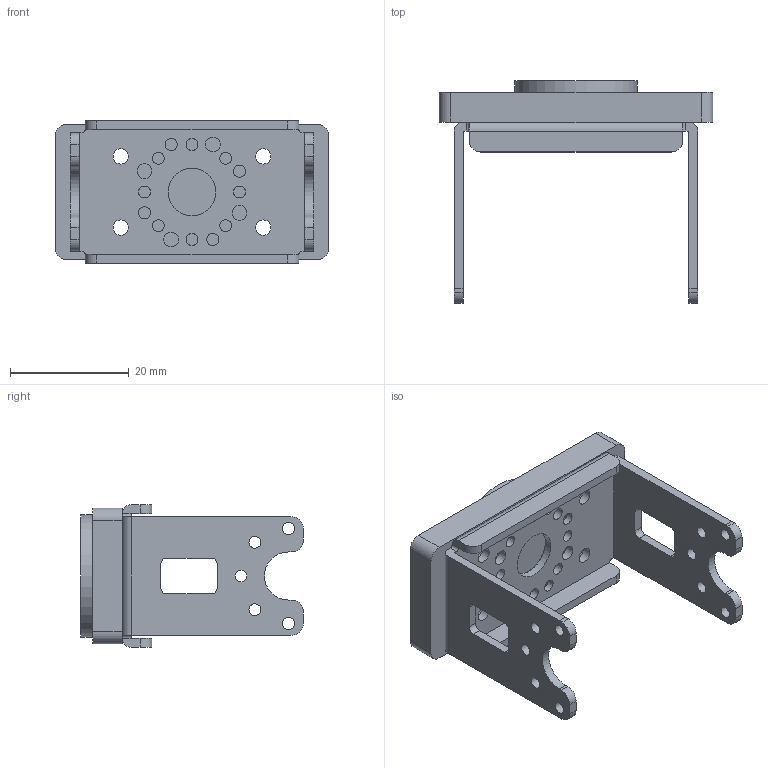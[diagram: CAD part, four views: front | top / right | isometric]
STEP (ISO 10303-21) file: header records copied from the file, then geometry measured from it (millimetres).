
FILE_DESCRIPTION(/* description */ ('STEP AP242','CAx-IF Rec.Pracs.---Representation and Presentation of Product Manufacturing Information (PMI)---4.0---2014-10-13','CAx-IF Rec.Pracs.---3D Tessellated Geometry---0.4---2014-09-14','2;1'),/* implementation_level */ '2;1');
FILE_NAME(/* name */ '6697dfa0f7f3c775aa0a16e6',/* time_stamp */ '2024-07-17T15:13:37Z',/* author */ (''),/* organization */ (''),/* preprocessor_version */ 'ST-DEVELOPER v20',/* originating_system */ ' ',/* authorisation */ ' ');
FILE_SCHEMA (('AP242_MANAGED_MODEL_BASED_3D_ENGINEERING_MIM_LF { 1 0 10303 442 1 1 4 }'));
Length unit declared in the file: metre
Products named in the file (2): Part 1; FR12_H101
Bounding box: 46.11 x 37.5 x 24 mm (x, y, z)
Volume: 8198.7 mm3; surface area: 7995.2 mm2
Topology: 2 solids, 2 shells, 128 faces, 356 edges, 236 vertices
Faces by surface type: cylinder 77, plane 46, cone 5
Full cylindrical faces by diameter (mm): 2 x18, 2.05 x4, 2.5 x4, 2.6 x8, 8 x1, 8.2 x1, 9 x1, 19 x1, 20.6 x1
Entity records: 4053 total; most frequent: DIRECTION 722, CARTESIAN_POINT 660, ORIENTED_EDGE 606, EDGE_CURVE 303, AXIS2_PLACEMENT_3D 289, EDGE_LOOP 250, FACE_BOUND 250, VERTEX_POINT 227
